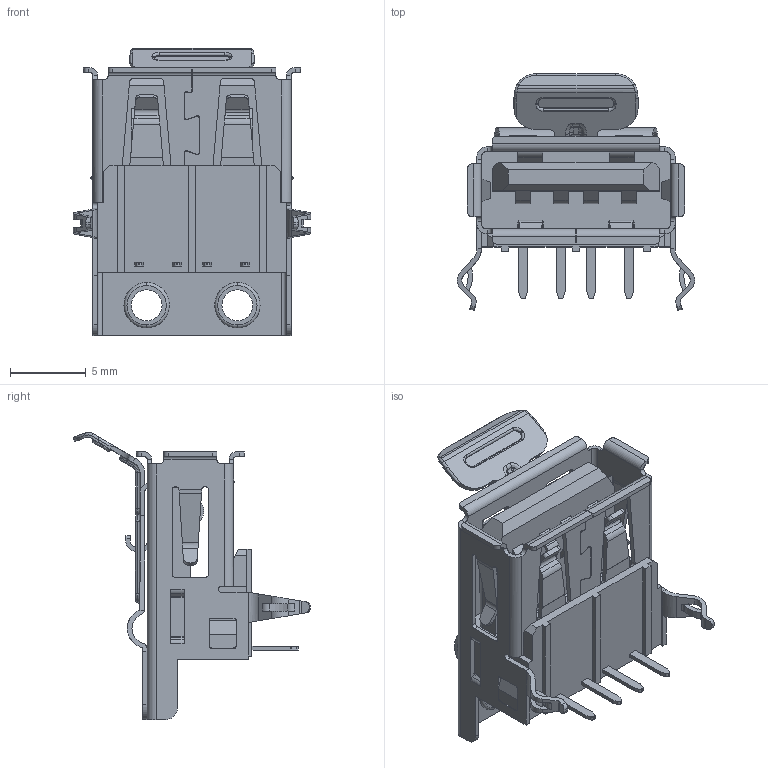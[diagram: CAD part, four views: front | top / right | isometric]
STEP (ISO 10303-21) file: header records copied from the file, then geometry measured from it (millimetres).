
FILE_DESCRIPTION (( 'STEP AP214' ), '1' );
FILE_NAME ('ACC-M-LUSB-A111-00-REVT3.STEP', '2018-12-15T07:59:42', ( '' ), ( '' ), 'SwSTEP 2.0', 'SolidWorks 2018', '' );
FILE_SCHEMA (( 'AUTOMOTIVE_DESIGN' ));
Length unit declared in the file: millimetre
Products named in the file (1): ACC-M-LUSB-A111-00-REVT3
Bounding box: 15.7 x 15.63 x 18.98 mm (x, y, z)
Volume: 754.5 mm3; surface area: 1973.2 mm2
Topology: 1 solids, 1 shells, 814 faces, 2281 edges, 1475 vertices
Faces by surface type: plane 418, cylinder 315, torus 49, bspline 32
Entity records: 37837 total; most frequent: CARTESIAN_POINT 7841, ORIENTED_EDGE 4554, DIRECTION 4272, EDGE_CURVE 2277, VECTOR 1484, LINE 1484, VERTEX_POINT 1475, AXIS2_PLACEMENT_3D 1394
